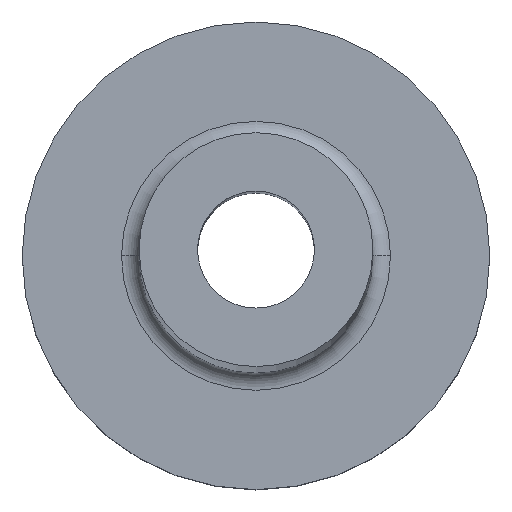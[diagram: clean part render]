
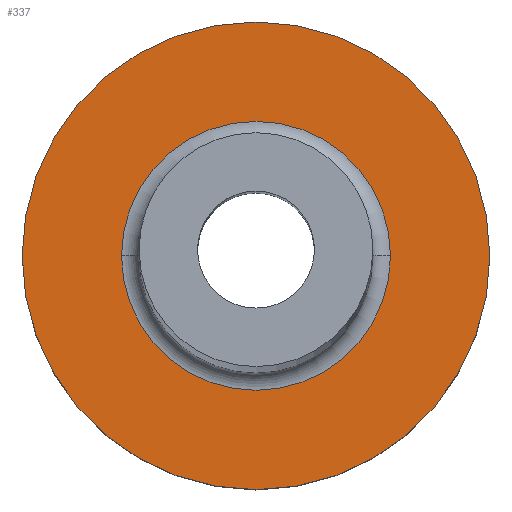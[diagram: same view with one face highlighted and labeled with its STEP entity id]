
A CAD part, top view. The second image highlights one B-rep face of the part: STEP entity #337.
In plain terms, the highlighted planar face has unit normal (0, 0, 1).
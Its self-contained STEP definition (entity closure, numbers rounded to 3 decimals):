
#17 = AXIS2_PLACEMENT_3D ( 'NONE', #304, #163, #418 ) ;
#21 = CARTESIAN_POINT ( 'NONE',  ( 0., 0., 3. ) ) ;
#24 = CIRCLE ( 'NONE', #279, 2.3 ) ;
#53 = VERTEX_POINT ( 'NONE', #312 ) ;
#125 = PLANE ( 'NONE',  #17 ) ;
#131 = CARTESIAN_POINT ( 'NONE',  ( -4., 0., 3. ) ) ;
#136 = DIRECTION ( 'NONE',  ( 1., 0., 0. ) ) ;
#141 = CARTESIAN_POINT ( 'NONE',  ( 0., 0., 3. ) ) ;
#149 = EDGE_CURVE ( 'NONE', #194, #53, #308, .T. ) ;
#158 = ORIENTED_EDGE ( 'NONE', *, *, #398, .T. ) ;
#159 = AXIS2_PLACEMENT_3D ( 'NONE', #141, #248, #423 ) ;
#163 = DIRECTION ( 'NONE',  ( 0., 0., 1. ) ) ;
#166 = FACE_OUTER_BOUND ( 'NONE', #199, .T. ) ;
#172 = DIRECTION ( 'NONE',  ( 1., 0., 0. ) ) ;
#194 = VERTEX_POINT ( 'NONE', #419 ) ;
#198 = DIRECTION ( 'NONE',  ( 1., 0., 0. ) ) ;
#199 = EDGE_LOOP ( 'NONE', ( #303, #239 ) ) ;
#203 = CARTESIAN_POINT ( 'NONE',  ( 0., 0., 3. ) ) ;
#212 = CIRCLE ( 'NONE', #406, 4. ) ;
#233 = DIRECTION ( 'NONE',  ( 0., 0., 1. ) ) ;
#239 = ORIENTED_EDGE ( 'NONE', *, *, #434, .T. ) ;
#248 = DIRECTION ( 'NONE',  ( 0., 0., -1. ) ) ;
#263 = AXIS2_PLACEMENT_3D ( 'NONE', #203, #233, #198 ) ;
#267 = CARTESIAN_POINT ( 'NONE',  ( 4., 0., 3. ) ) ;
#273 = EDGE_LOOP ( 'NONE', ( #443, #158 ) ) ;
#279 = AXIS2_PLACEMENT_3D ( 'NONE', #21, #408, #172 ) ;
#302 = DIRECTION ( 'NONE',  ( 0., 0., 1. ) ) ;
#303 = ORIENTED_EDGE ( 'NONE', *, *, #366, .T. ) ;
#304 = CARTESIAN_POINT ( 'NONE',  ( 0., 0., 3. ) ) ;
#308 = CIRCLE ( 'NONE', #159, 2.3 ) ;
#309 = CARTESIAN_POINT ( 'NONE',  ( 0., 0., 3. ) ) ;
#312 = CARTESIAN_POINT ( 'NONE',  ( -2.3, 0., 3. ) ) ;
#337 = ADVANCED_FACE ( 'NONE', ( #372, #166 ), #125, .T. ) ;
#366 = EDGE_CURVE ( 'NONE', #370, #441, #421, .T. ) ;
#370 = VERTEX_POINT ( 'NONE', #131 ) ;
#372 = FACE_BOUND ( 'NONE', #273, .T. ) ;
#398 = EDGE_CURVE ( 'NONE', #53, #194, #24, .T. ) ;
#406 = AXIS2_PLACEMENT_3D ( 'NONE', #309, #302, #136 ) ;
#408 = DIRECTION ( 'NONE',  ( 0., 0., -1. ) ) ;
#418 = DIRECTION ( 'NONE',  ( 1., 0., 0. ) ) ;
#419 = CARTESIAN_POINT ( 'NONE',  ( 2.3, 0., 3. ) ) ;
#421 = CIRCLE ( 'NONE', #263, 4. ) ;
#423 = DIRECTION ( 'NONE',  ( 1., 0., 0. ) ) ;
#434 = EDGE_CURVE ( 'NONE', #441, #370, #212, .T. ) ;
#441 = VERTEX_POINT ( 'NONE', #267 ) ;
#443 = ORIENTED_EDGE ( 'NONE', *, *, #149, .T. ) ;
